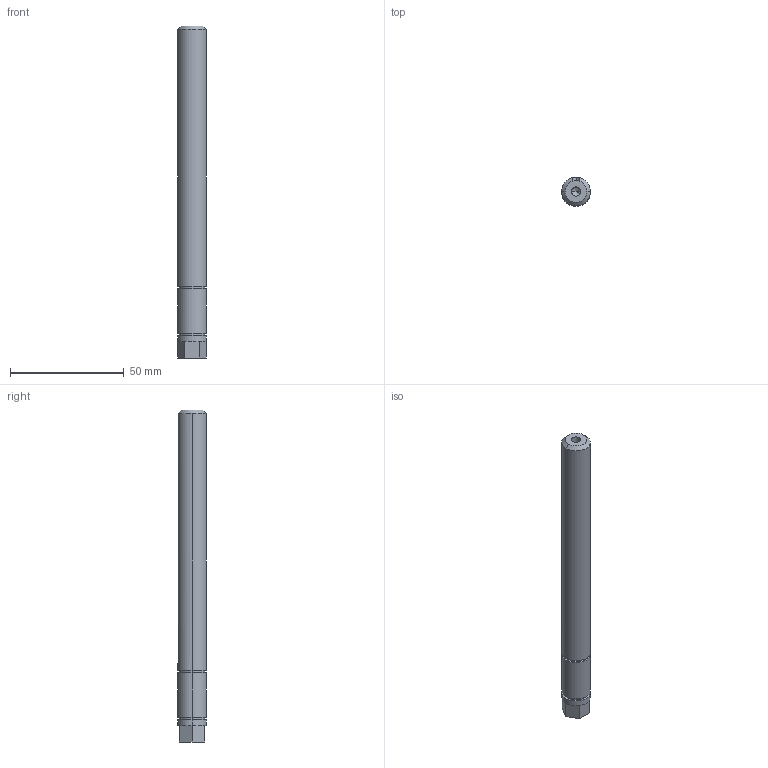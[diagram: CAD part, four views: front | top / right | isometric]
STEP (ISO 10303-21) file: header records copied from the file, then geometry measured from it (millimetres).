
FILE_DESCRIPTION (( 'STEP AP203' ), '1' );
FILE_NAME ('am-2888 5750x500 P220 output shaft.STEP', '2015-01-14T16:23:26', ( '' ), ( '' ), 'SwSTEP 2.0', 'SolidWorks 2014', '' );
FILE_SCHEMA (( 'CONFIG_CONTROL_DESIGN' ));
Length unit declared in the file: inch
Products named in the file (1): am-2888 5750x500 P220 output shaft
Bounding box: 12.7 x 12.7 x 146.05 mm (x, y, z)
Volume: 17535 mm3; surface area: 6603.9 mm2
Topology: 1 solids, 1 shells, 40 faces, 84 edges, 49 vertices
Faces by surface type: plane 21, cylinder 14, cone 5
Entity records: 1149 total; most frequent: CARTESIAN_POINT 210, DIRECTION 192, ORIENTED_EDGE 164, EDGE_CURVE 82, AXIS2_PLACEMENT_3D 75, VERTEX_POINT 49, EDGE_LOOP 45, LINE 42
